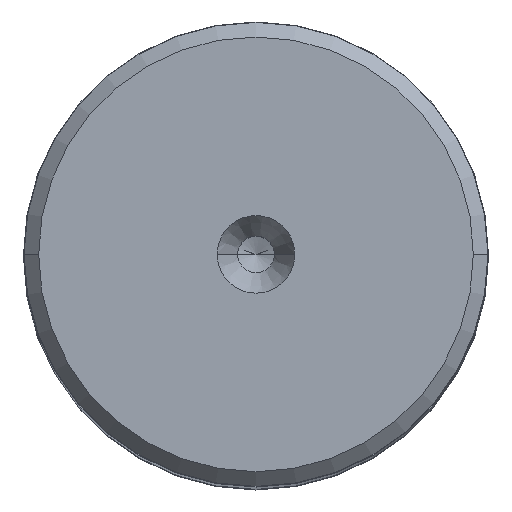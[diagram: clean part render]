
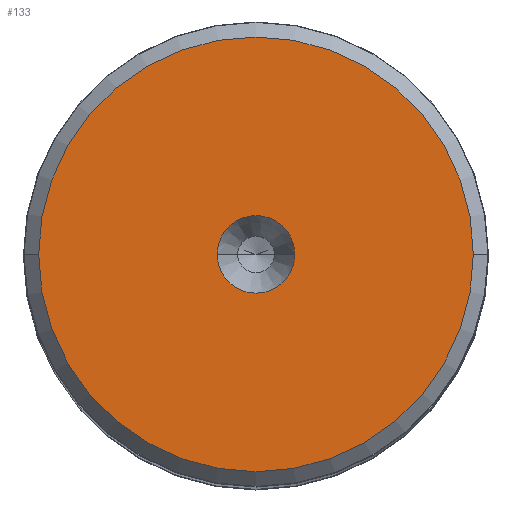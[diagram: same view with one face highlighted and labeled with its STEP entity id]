
A CAD part, top view. The second image highlights one B-rep face of the part: STEP entity #133.
In plain terms, the highlighted planar face has unit normal (0, 0, 1).
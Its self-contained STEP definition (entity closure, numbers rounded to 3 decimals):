
#103=PLANE('',#787);
#107=FACE_BOUND('',#237,.T.);
#108=FACE_BOUND('',#238,.T.);
#133=ADVANCED_FACE('',(#107,#108),#103,.T.);
#237=EDGE_LOOP('',(#299,#300,#301,#302));
#238=EDGE_LOOP('',(#303,#304));
#299=ORIENTED_EDGE('',*,*,#545,.F.);
#300=ORIENTED_EDGE('',*,*,#546,.F.);
#301=ORIENTED_EDGE('',*,*,#547,.F.);
#302=ORIENTED_EDGE('',*,*,#548,.F.);
#303=ORIENTED_EDGE('',*,*,#549,.F.);
#304=ORIENTED_EDGE('',*,*,#550,.F.);
#483=VERTEX_POINT('',#1199);
#484=VERTEX_POINT('',#1200);
#485=VERTEX_POINT('',#1202);
#486=VERTEX_POINT('',#1204);
#487=VERTEX_POINT('',#1207);
#488=VERTEX_POINT('',#1208);
#545=EDGE_CURVE('',#483,#484,#643,.T.);
#546=EDGE_CURVE('',#485,#483,#644,.T.);
#547=EDGE_CURVE('',#486,#485,#645,.T.);
#548=EDGE_CURVE('',#484,#486,#646,.T.);
#549=EDGE_CURVE('',#487,#488,#647,.T.);
#550=EDGE_CURVE('',#488,#487,#648,.T.);
#643=CIRCLE('',#781,14.84);
#644=CIRCLE('',#782,14.84);
#645=CIRCLE('',#783,14.84);
#646=CIRCLE('',#784,14.84);
#647=CIRCLE('',#785,2.65);
#648=CIRCLE('',#786,2.65);
#781=AXIS2_PLACEMENT_3D('',#1198,#933,#934);
#782=AXIS2_PLACEMENT_3D('',#1201,#935,#936);
#783=AXIS2_PLACEMENT_3D('',#1203,#937,#938);
#784=AXIS2_PLACEMENT_3D('',#1205,#939,#940);
#785=AXIS2_PLACEMENT_3D('',#1206,#941,#942);
#786=AXIS2_PLACEMENT_3D('',#1209,#943,#944);
#787=AXIS2_PLACEMENT_3D('',#1210,#945,#946);
#933=DIRECTION('',(0.,0.,-1.));
#934=DIRECTION('',(0.,1.,0.));
#935=DIRECTION('',(0.,0.,-1.));
#936=DIRECTION('',(-1.,0.,0.));
#937=DIRECTION('',(0.,0.,-1.));
#938=DIRECTION('',(0.,-1.,0.));
#939=DIRECTION('',(0.,0.,-1.));
#940=DIRECTION('',(1.,0.,0.));
#941=DIRECTION('',(0.,0.,1.));
#942=DIRECTION('',(-1.,0.,0.));
#943=DIRECTION('',(0.,0.,1.));
#944=DIRECTION('',(1.,0.,0.));
#945=DIRECTION('',(0.,0.,1.));
#946=DIRECTION('',(1.,0.,0.));
#1198=CARTESIAN_POINT('',(0.,0.,0.));
#1199=CARTESIAN_POINT('',(0.,14.84,0.));
#1200=CARTESIAN_POINT('',(14.84,0.,0.));
#1201=CARTESIAN_POINT('',(0.,0.,0.));
#1202=CARTESIAN_POINT('',(-14.84,0.,0.));
#1203=CARTESIAN_POINT('',(0.,0.,0.));
#1204=CARTESIAN_POINT('',(0.,-14.84,0.));
#1205=CARTESIAN_POINT('',(0.,0.,0.));
#1206=CARTESIAN_POINT('',(0.,0.,0.));
#1207=CARTESIAN_POINT('',(-2.65,0.,0.));
#1208=CARTESIAN_POINT('',(2.65,0.,0.));
#1209=CARTESIAN_POINT('',(0.,0.,0.));
#1210=CARTESIAN_POINT('',(0.,0.,0.));
